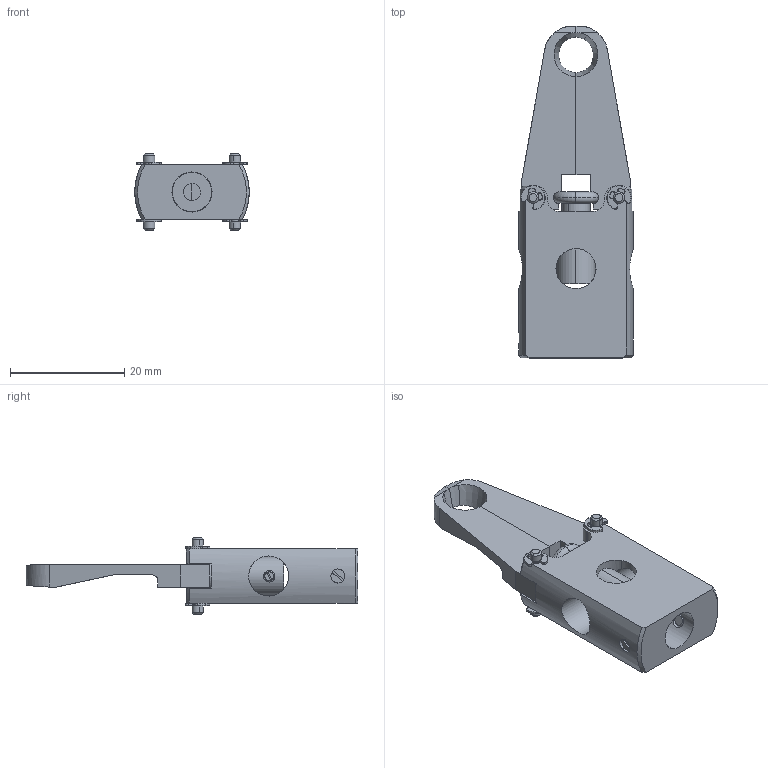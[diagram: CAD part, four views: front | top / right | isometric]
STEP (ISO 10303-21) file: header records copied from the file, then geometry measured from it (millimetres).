
FILE_DESCRIPTION(('CATIA V5 STEP Exchange'),'2;1');
FILE_NAME('PGWMS(VGS).stp','2016-09-14T09:29:42+00:00',('none'),('none'),'CATIA Version 5 Release 20 SP 7 (IN-10)','CATIA V5 STEP AP203','none');
FILE_SCHEMA(('CONFIG_CONTROL_DESIGN'));
Length unit declared in the file: millimetre
Products named in the file (1): PGWMS(VGS)
Assembly tree (18 placements, depth 2):
  PGWMS(VGS)
    #58  x2
    #585
    #1407
    #2231
    #2847
    #4970  x4
    #5184  x2
    #5561  x2
    #5938  x4
Bounding box: 20 x 58 x 13.4 mm (x, y, z)
Volume: 4969.9 mm3; surface area: 5214.1 mm2
Topology: 18 solids, 18 shells, 408 faces, 1017 edges, 650 vertices
Faces by surface type: cylinder 184, plane 114, torus 76, cone 34
Entity records: 7113 total; most frequent: CARTESIAN_POINT 1729, ORIENTED_EDGE 1152, DIRECTION 885, EDGE_CURVE 576, AXIS2_PLACEMENT_3D 432, VERTEX_POINT 376, VECTOR 258, LINE 258
